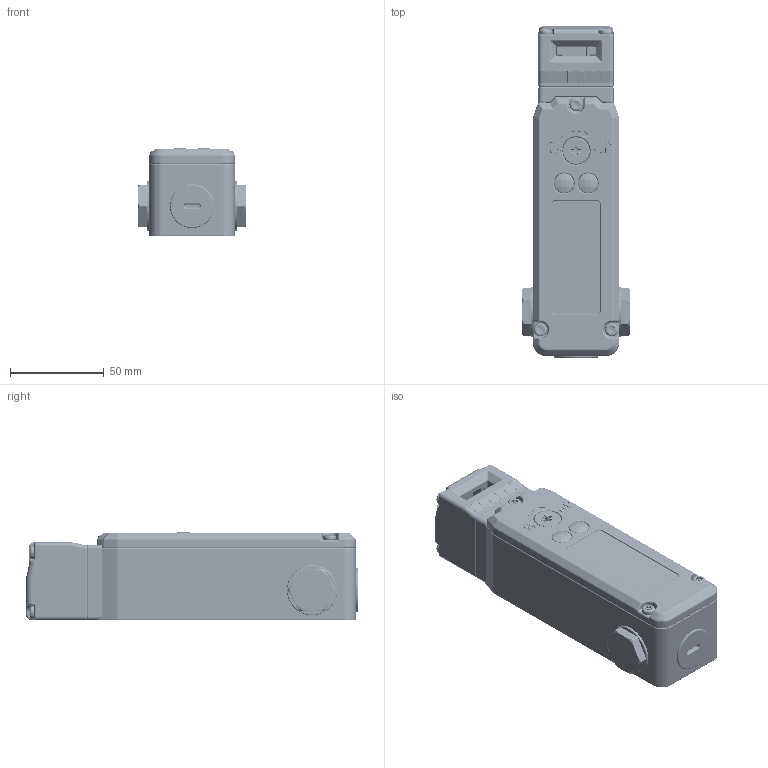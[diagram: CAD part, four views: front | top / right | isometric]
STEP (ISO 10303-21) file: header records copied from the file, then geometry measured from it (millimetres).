
FILE_DESCRIPTION (( 'STEP AP214' ), '1' );
FILE_NAME ('KLM-202002.step', '2017-09-27T14:56:36', ( '' ), ( '' ), 'SwSTEP 2.0', 'SolidWorks 2017', '' );
FILE_SCHEMA (( 'AUTOMOTIVE_DESIGN' ));
Length unit declared in the file: inch
Products named in the file (1): KLM-202002
Bounding box: 58 x 177 x 47.1 mm (x, y, z)
Volume: 119753.3 mm3; surface area: 94466.1 mm2
Topology: 19 solids, 19 shells, 4517 faces, 10852 edges, 6255 vertices
Faces by surface type: cylinder 1803, bspline 1440, plane 1071, cone 203
Entity records: 163943 total; most frequent: CARTESIAN_POINT 68178, ORIENTED_EDGE 21228, DIRECTION 18785, EDGE_CURVE 10614, AXIS2_PLACEMENT_3D 7320, VERTEX_POINT 6255, EDGE_LOOP 4689, ADVANCED_FACE 4517
